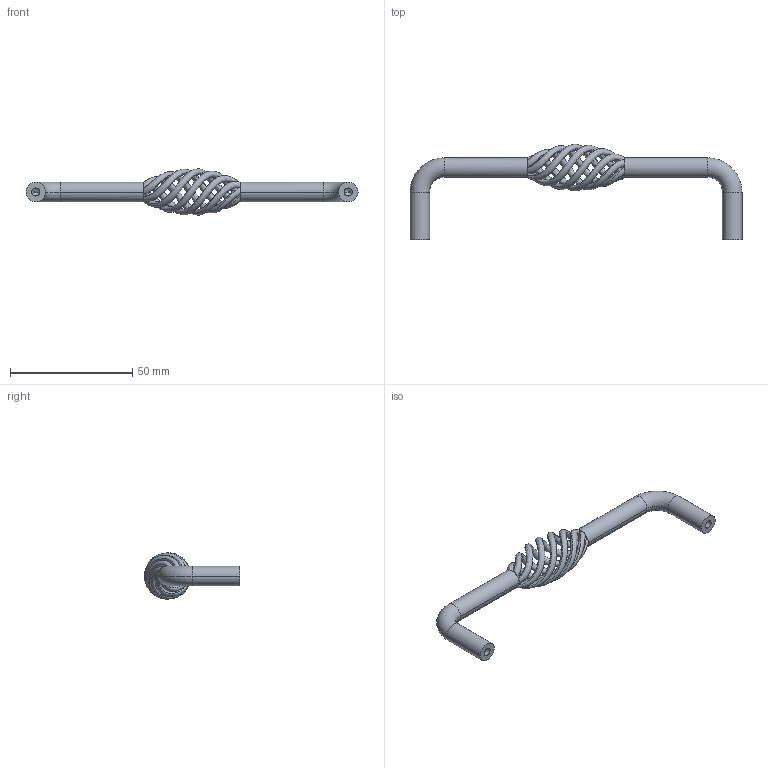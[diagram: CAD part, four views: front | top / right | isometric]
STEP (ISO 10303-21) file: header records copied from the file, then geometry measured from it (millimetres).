
FILE_DESCRIPTION(('Creo Elements/Direct Modeling STEP Export'),'2;1');
FILE_NAME('1304-136.stp','2019-10-31T16:12:04',(''),(''),'Creo Elements/Direct Modeling STEP processor for AP214 (Solid Model)','Creo Elements/Direct Modeling 20.0 12-Nov-2016 (C) Parametric Technology GmbH','');
FILE_SCHEMA(('AUTOMOTIVE_DESIGN { 1 0 10303 214 1 1 1 1 }'));
Length unit declared in the file: millimetre
Products named in the file (1): 1304-136
Bounding box: 136 x 39.05 x 18.95 mm (x, y, z)
Volume: 8585.4 mm3; surface area: 6687.5 mm2
Topology: 1 solids, 1 shells, 66 faces, 176 edges, 102 vertices
Faces by surface type: plane 30, cylinder 16, bspline 12, torus 4, cone 4
Entity records: 66513 total; most frequent: CARTESIAN_POINT 65124, ORIENTED_EDGE 344, EDGE_CURVE 172, DIRECTION 160, VERTEX_POINT 102, B_SPLINE_CURVE_WITH_KNOTS 84, SURFACE_CURVE 84, AXIS2_PLACEMENT_3D 70
